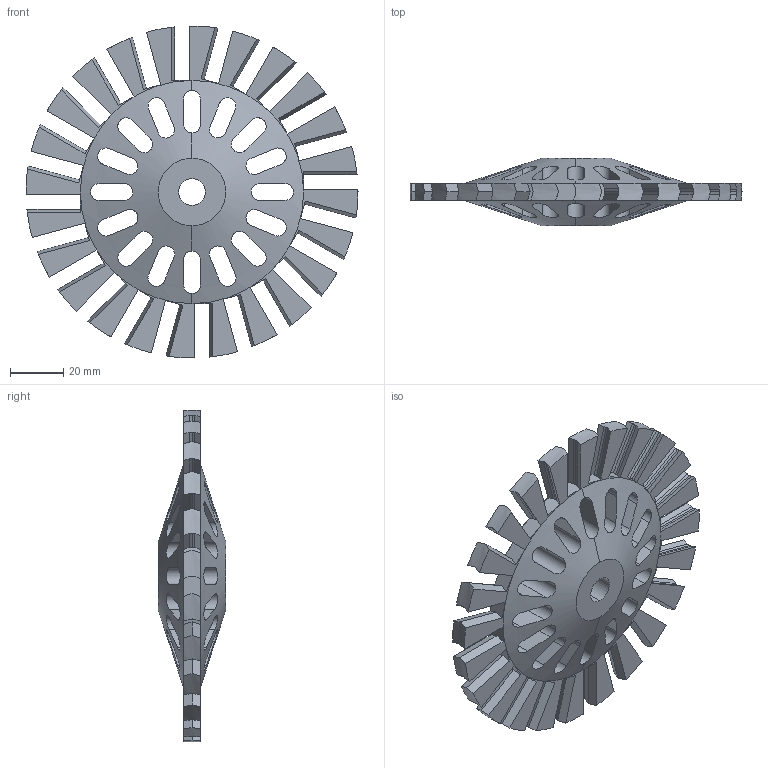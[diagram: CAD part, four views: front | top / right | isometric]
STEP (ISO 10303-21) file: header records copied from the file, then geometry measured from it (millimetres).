
FILE_DESCRIPTION (( 'STEP AP214' ), '1' );
FILE_NAME ('[TP] [Turb] Rotor8.STEP', '2024-04-01T10:23:24', ( '' ), ( '' ), 'SwSTEP 2.0', 'SolidWorks 2023', '' );
FILE_SCHEMA (( 'AUTOMOTIVE_DESIGN' ));
Length unit declared in the file: inch
Products named in the file (1): [TP] [Turb] Rotor8
Bounding box: 124.76 x 25.4 x 124.76 mm (x, y, z)
Volume: 83215.4 mm3; surface area: 33650.3 mm2
Topology: 1 solids, 1 shells, 282 faces, 840 edges, 558 vertices
Faces by surface type: plane 156, cylinder 122, cone 4
Entity records: 11537 total; most frequent: CARTESIAN_POINT 4461, ORIENTED_EDGE 1680, DIRECTION 1212, EDGE_CURVE 840, VERTEX_POINT 558, LINE 426, VECTOR 426, AXIS2_PLACEMENT_3D 393
